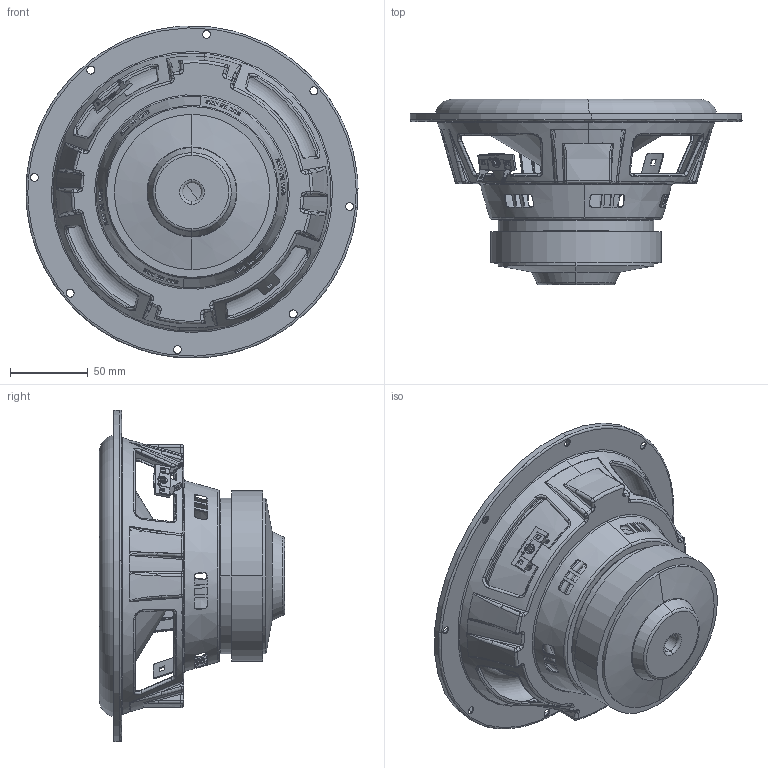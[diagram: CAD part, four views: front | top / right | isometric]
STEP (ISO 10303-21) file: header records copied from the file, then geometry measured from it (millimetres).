
FILE_DESCRIPTION (( 'STEP AP214' ), '1' );
FILE_NAME ('088-3D.STEP', '2023-06-02T02:10:48', ( '' ), ( '' ), 'SwSTEP 2.0', 'SolidWorks 2020', '' );
FILE_SCHEMA (( 'AUTOMOTIVE_DESIGN' ));
Length unit declared in the file: millimetre
Products named in the file (1): 088-3D
Bounding box: 213.78 x 119.28 x 213.76 mm (x, y, z)
Surface area: 226671.1 mm2 (no closed solid volume)
Topology: 0 solids, 20 shells, 573 faces, 1709 edges, 1131 vertices
Faces by surface type: plane 181, bspline 150, cylinder 145, torus 49, cone 48
Entity records: 33581 total; most frequent: CARTESIAN_POINT 13229, ORIENTED_EDGE 2874, DIRECTION 2723, EDGE_CURVE 1697, VERTEX_POINT 1131, AXIS2_PLACEMENT_3D 1089, CIRCLE 665, EDGE_LOOP 653
